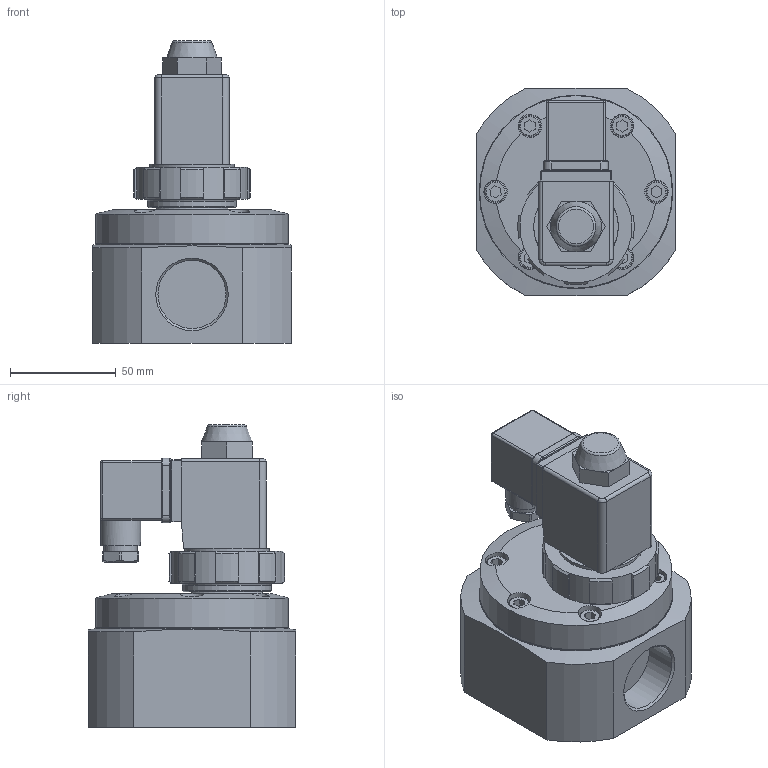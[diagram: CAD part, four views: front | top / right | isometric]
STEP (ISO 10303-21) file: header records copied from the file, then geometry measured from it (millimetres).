
FILE_DESCRIPTION(/* description */ (''),/* implementation_level */ '2;1');
FILE_NAME(/* name */ 'Typ 160 DN25 PP (91600018).stp',/* time_stamp */ '2018-07-27T14:54:57+02:00',/* author */ ('scanivar'),/* organization */ (''),/* preprocessor_version */ 'ST-DEVELOPER v15.2',/* originating_system */ 'Autodesk Inventor 2014',/* authorisation */ '');
FILE_SCHEMA (('AUTOMOTIVE_DESIGN { 1 0 10303 214 3 1 1 }'));
Length unit declared in the file: centimetre
Products named in the file (1): BG-91600018
Bounding box: 94 x 98 x 142.8 mm (x, y, z)
Volume: 609655.9 mm3; surface area: 63795.5 mm2
Topology: 1 solids, 1 shells, 339 faces, 815 edges, 500 vertices
Faces by surface type: plane 163, cylinder 84, cone 56, torus 29, sphere 5, bspline 2
Full cylindrical faces by diameter (mm): 5 x2, 7.2 x1, 9 x4, 9.6 x1, 10 x6, 11 x6, 16 x1, 18.9 x1, 32.2 x2, 33.5 x1, 34.5 x1, 40 x1, 42 x1, 91 x1, 91.5 x1
Entity records: 9743 total; most frequent: CARTESIAN_POINT 1918, DIRECTION 1618, ORIENTED_EDGE 1446, EDGE_CURVE 723, AXIS2_PLACEMENT_3D 623, VERTEX_POINT 479, EDGE_LOOP 432, LINE 372
